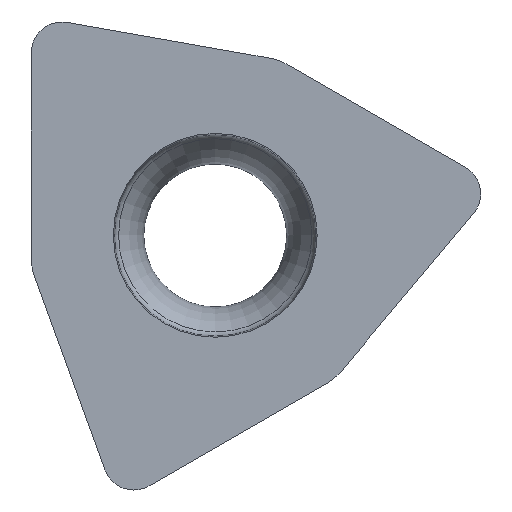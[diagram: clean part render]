
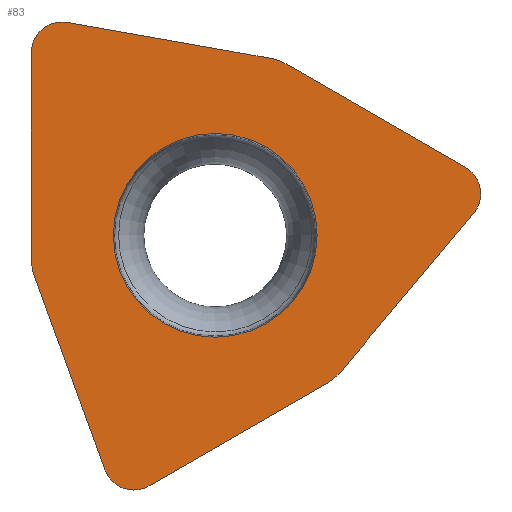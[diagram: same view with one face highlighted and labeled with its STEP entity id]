
A CAD part, top view. The second image highlights one B-rep face of the part: STEP entity #83.
In plain terms, the highlighted planar face has unit normal (0, 0, 1).
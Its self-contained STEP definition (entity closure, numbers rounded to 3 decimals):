
#38=FACE_BOUND('',#121,.T.);
#39=FACE_BOUND('',#122,.T.);
#59=CIRCLE('',#381,0.794);
#63=CIRCLE('',#388,0.794);
#65=CIRCLE('',#393,0.794);
#66=CIRCLE('',#396,2.638);
#83=ADVANCED_FACE('',(#38,#39),#95,.T.);
#95=PLANE('',#397);
#121=EDGE_LOOP('',(#181));
#122=EDGE_LOOP('',(#182,#183,#184,#185,#186,#187,#188,#189,#190,#191,#192,
#193));
#181=ORIENTED_EDGE('',*,*,#280,.T.);
#182=ORIENTED_EDGE('',*,*,#271,.F.);
#183=ORIENTED_EDGE('',*,*,#269,.T.);
#184=ORIENTED_EDGE('',*,*,#262,.F.);
#185=ORIENTED_EDGE('',*,*,#266,.T.);
#186=ORIENTED_EDGE('',*,*,#279,.F.);
#187=ORIENTED_EDGE('',*,*,#277,.T.);
#188=ORIENTED_EDGE('',*,*,#273,.F.);
#189=ORIENTED_EDGE('',*,*,#259,.T.);
#190=ORIENTED_EDGE('',*,*,#255,.F.);
#191=ORIENTED_EDGE('',*,*,#253,.T.);
#192=ORIENTED_EDGE('',*,*,#246,.F.);
#193=ORIENTED_EDGE('',*,*,#250,.T.);
#217=VERTEX_POINT('',#601);
#218=VERTEX_POINT('',#603);
#220=VERTEX_POINT('',#612);
#222=VERTEX_POINT('',#620);
#224=VERTEX_POINT('',#627);
#226=VERTEX_POINT('',#632);
#229=VERTEX_POINT('',#646);
#230=VERTEX_POINT('',#648);
#232=VERTEX_POINT('',#657);
#233=VERTEX_POINT('',#664);
#236=VERTEX_POINT('',#675);
#237=VERTEX_POINT('',#679);
#239=VERTEX_POINT('',#688);
#246=EDGE_CURVE('',#217,#218,#287,.T.);
#250=EDGE_CURVE('',#217,#220,#339,.T.);
#253=EDGE_CURVE('',#222,#218,#59,.T.);
#255=EDGE_CURVE('',#222,#224,#292,.T.);
#259=EDGE_CURVE('',#226,#224,#341,.T.);
#262=EDGE_CURVE('',#229,#230,#297,.T.);
#266=EDGE_CURVE('',#229,#232,#343,.T.);
#269=EDGE_CURVE('',#233,#230,#63,.T.);
#271=EDGE_CURVE('',#233,#220,#302,.T.);
#273=EDGE_CURVE('',#226,#236,#304,.T.);
#277=EDGE_CURVE('',#237,#236,#65,.T.);
#279=EDGE_CURVE('',#237,#232,#308,.T.);
#280=EDGE_CURVE('',#239,#239,#66,.T.);
#287=LINE('',#602,#311);
#292=LINE('',#626,#317);
#297=LINE('',#647,#323);
#302=LINE('',#670,#329);
#304=LINE('',#674,#331);
#308=LINE('',#685,#335);
#311=VECTOR('',#417,1.);
#317=VECTOR('',#433,1.);
#323=VECTOR('',#443,1.);
#329=VECTOR('',#459,1.);
#331=VECTOR('',#463,1.);
#335=VECTOR('',#475,1.);
#339=B_SPLINE_CURVE_WITH_KNOTS('',3,(#613,#614,#615,#616),.UNSPECIFIED.,
 .F.,.F.,(4,4),(0.,1.),.UNSPECIFIED.);
#341=B_SPLINE_CURVE_WITH_KNOTS('',3,(#637,#638,#639,#640),.UNSPECIFIED.,
 .F.,.F.,(4,4),(0.,1.),.UNSPECIFIED.);
#343=B_SPLINE_CURVE_WITH_KNOTS('',3,(#658,#659,#660,#661),.UNSPECIFIED.,
 .F.,.F.,(4,4),(0.,1.),.UNSPECIFIED.);
#381=AXIS2_PLACEMENT_3D('',#622,#428,#429);
#388=AXIS2_PLACEMENT_3D('',#667,#454,#455);
#393=AXIS2_PLACEMENT_3D('',#682,#470,#471);
#396=AXIS2_PLACEMENT_3D('',#687,#478,#479);
#397=AXIS2_PLACEMENT_3D('',#689,#480,#481);
#417=DIRECTION('',(0.,1.,0.));
#428=DIRECTION('',(0.,0.,1.));
#429=DIRECTION('',(1.,0.,0.));
#433=DIRECTION('',(0.985,-0.174,0.));
#443=DIRECTION('',(-0.866,-0.5,0.));
#454=DIRECTION('',(0.,0.,1.));
#455=DIRECTION('',(1.,0.,0.));
#459=DIRECTION('',(-0.342,0.94,0.));
#463=DIRECTION('',(0.866,-0.5,0.));
#470=DIRECTION('',(0.,0.,1.));
#471=DIRECTION('',(1.,0.,0.));
#475=DIRECTION('',(-0.643,-0.766,0.));
#478=DIRECTION('',(0.,0.,-1.));
#479=DIRECTION('',(1.,0.,0.));
#480=DIRECTION('',(0.,0.,1.));
#481=DIRECTION('',(1.,0.,0.));
#601=CARTESIAN_POINT('',(-4.763,-0.628,0.));
#602=CARTESIAN_POINT('',(-4.763,-16.,0.));
#603=CARTESIAN_POINT('',(-4.763,4.729,0.));
#612=CARTESIAN_POINT('',(-4.69,-1.039,0.));
#613=CARTESIAN_POINT('',(-4.763,-0.628,0.));
#614=CARTESIAN_POINT('',(-4.763,-0.767,0.));
#615=CARTESIAN_POINT('',(-4.738,-0.908,0.));
#616=CARTESIAN_POINT('',(-4.69,-1.039,0.));
#620=CARTESIAN_POINT('',(-3.831,5.511,0.));
#622=CARTESIAN_POINT('',(-3.969,4.729,0.));
#626=CARTESIAN_POINT('',(16.584,1.912,0.));
#627=CARTESIAN_POINT('',(1.446,4.581,0.));
#632=CARTESIAN_POINT('',(1.837,4.439,0.));
#637=CARTESIAN_POINT('',(1.837,4.439,0.));
#638=CARTESIAN_POINT('',(1.717,4.508,0.));
#639=CARTESIAN_POINT('',(1.582,4.557,0.));
#640=CARTESIAN_POINT('',(1.446,4.581,0.));
#646=CARTESIAN_POINT('',(2.925,-3.81,0.));
#647=CARTESIAN_POINT('',(16.238,3.876,0.));
#648=CARTESIAN_POINT('',(-1.715,-6.489,0.));
#657=CARTESIAN_POINT('',(3.245,-3.542,0.));
#658=CARTESIAN_POINT('',(2.925,-3.81,0.));
#659=CARTESIAN_POINT('',(3.046,-3.741,0.));
#660=CARTESIAN_POINT('',(3.155,-3.649,0.));
#661=CARTESIAN_POINT('',(3.245,-3.542,0.));
#664=CARTESIAN_POINT('',(-2.858,-6.073,0.));
#667=CARTESIAN_POINT('',(-2.112,-5.802,0.));
#670=CARTESIAN_POINT('',(-9.948,13.406,0.));
#674=CARTESIAN_POINT('',(-11.475,12.124,0.));
#675=CARTESIAN_POINT('',(6.477,1.76,0.));
#679=CARTESIAN_POINT('',(6.688,0.562,0.));
#682=CARTESIAN_POINT('',(6.08,1.072,0.));
#685=CARTESIAN_POINT('',(-6.636,-15.318,0.));
#687=CARTESIAN_POINT('',(0.,0.,0.));
#688=CARTESIAN_POINT('',(2.638,0.,0.));
#689=CARTESIAN_POINT('',(0.,0.,0.));
